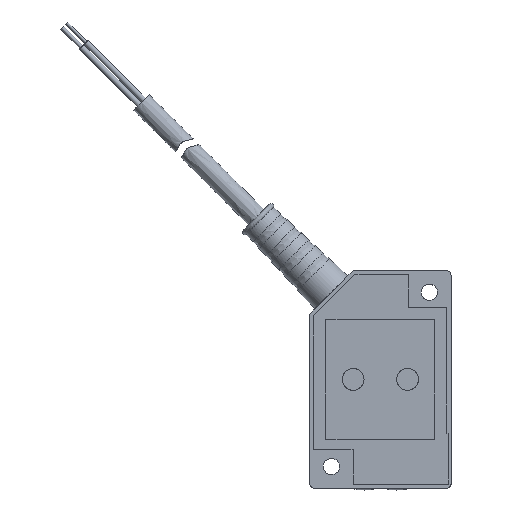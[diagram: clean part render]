
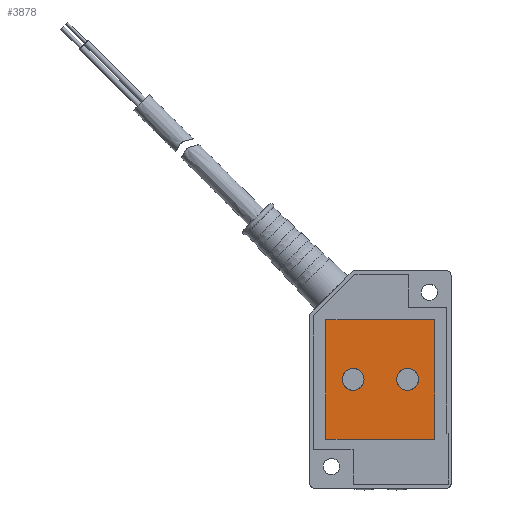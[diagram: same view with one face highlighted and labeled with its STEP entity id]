
A CAD part, top view. The second image highlights one B-rep face of the part: STEP entity #3878.
In plain terms, the highlighted free-form (B-spline) face has degree [1, 1] with [2, 2] control points.
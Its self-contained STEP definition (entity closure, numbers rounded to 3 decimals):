
#3779=CARTESIAN_POINT('',(7.,20.,5.95));
#3780=VERTEX_POINT('',#3779);
#3786=CARTESIAN_POINT('',(7.,20.,5.95));
#3787=CARTESIAN_POINT('',(7.,16.536,5.95));
#3788=CARTESIAN_POINT('',(4.,18.268,5.95));
#3789=CARTESIAN_POINT('',(1.,20.,5.95));
#3790=CARTESIAN_POINT('',(4.,21.732,5.95));
#3791=CARTESIAN_POINT('',(7.,23.464,5.95));
#3792=CARTESIAN_POINT('',(7.,20.,5.95));
#3793=(BOUNDED_CURVE()B_SPLINE_CURVE(2,(#3786,#3787,#3788,#3789,#3790,#3791,#3792),.CIRCULAR_ARC.,.T.,.U.)B_SPLINE_CURVE_WITH_KNOTS((3,2,2,3),(0.,0.333,0.667,1.),.UNSPECIFIED.)CURVE()GEOMETRIC_REPRESENTATION_ITEM()RATIONAL_B_SPLINE_CURVE((1.,0.5,1.,0.5,1.,0.5,1.))REPRESENTATION_ITEM(''));
#3794=EDGE_CURVE('',#3780,#3780,#3793,.T.);
#3816=CARTESIAN_POINT('',(-3.,20.,5.95));
#3817=VERTEX_POINT('',#3816);
#3823=CARTESIAN_POINT('',(-3.,20.,5.95));
#3824=CARTESIAN_POINT('',(-3.,16.536,5.95));
#3825=CARTESIAN_POINT('',(-6.,18.268,5.95));
#3826=CARTESIAN_POINT('',(-9.,20.,5.95));
#3827=CARTESIAN_POINT('',(-6.,21.732,5.95));
#3828=CARTESIAN_POINT('',(-3.,23.464,5.95));
#3829=CARTESIAN_POINT('',(-3.,20.,5.95));
#3830=(BOUNDED_CURVE()B_SPLINE_CURVE(2,(#3823,#3824,#3825,#3826,#3827,#3828,#3829),.CIRCULAR_ARC.,.T.,.U.)B_SPLINE_CURVE_WITH_KNOTS((3,2,2,3),(0.,0.333,0.667,1.),.UNSPECIFIED.)CURVE()GEOMETRIC_REPRESENTATION_ITEM()RATIONAL_B_SPLINE_CURVE((1.,0.5,1.,0.5,1.,0.5,1.))REPRESENTATION_ITEM(''));
#3831=EDGE_CURVE('',#3817,#3817,#3830,.T.);
#3837=CARTESIAN_POINT('',(-11.1,32.1,5.95));
#3838=CARTESIAN_POINT('',(-11.1,7.9,5.95));
#3839=CARTESIAN_POINT('',(13.1,32.1,5.95));
#3840=CARTESIAN_POINT('',(13.1,7.9,5.95));
#3841=B_SPLINE_SURFACE_WITH_KNOTS('',1,1,((#3837,#3838),(#3839,#3840)),.PLANE_SURF.,.F.,.F.,.U.,(2,2),(2,2),(0.,1.),(0.,1.),.UNSPECIFIED.);
#3842=CARTESIAN_POINT('',(-10.,31.,5.95));
#3843=VERTEX_POINT('',#3842);
#3844=CARTESIAN_POINT('',(10.,31.,5.95));
#3845=VERTEX_POINT('',#3844);
#3846=CARTESIAN_POINT('',(-10.,31.,5.95));
#3847=CARTESIAN_POINT('',(10.,31.,5.95));
#3848=B_SPLINE_CURVE_WITH_KNOTS('',1,(#3846,#3847),.POLYLINE_FORM.,.F.,.U.,(2,2),(0.,1.),.UNSPECIFIED.);
#3849=EDGE_CURVE('',#3843,#3845,#3848,.T.);
#3850=ORIENTED_EDGE('',*,*,#3849,.T.);
#3851=CARTESIAN_POINT('',(10.,9.,5.95));
#3852=VERTEX_POINT('',#3851);
#3853=CARTESIAN_POINT('',(10.,31.,5.95));
#3854=CARTESIAN_POINT('',(10.,9.,5.95));
#3855=B_SPLINE_CURVE_WITH_KNOTS('',1,(#3853,#3854),.POLYLINE_FORM.,.F.,.U.,(2,2),(0.,1.),.UNSPECIFIED.);
#3856=EDGE_CURVE('',#3845,#3852,#3855,.T.);
#3857=ORIENTED_EDGE('',*,*,#3856,.T.);
#3858=CARTESIAN_POINT('',(-10.,9.,5.95));
#3859=VERTEX_POINT('',#3858);
#3860=CARTESIAN_POINT('',(10.,9.,5.95));
#3861=CARTESIAN_POINT('',(-10.,9.,5.95));
#3862=B_SPLINE_CURVE_WITH_KNOTS('',1,(#3860,#3861),.POLYLINE_FORM.,.F.,.U.,(2,2),(0.,1.),.UNSPECIFIED.);
#3863=EDGE_CURVE('',#3852,#3859,#3862,.T.);
#3864=ORIENTED_EDGE('',*,*,#3863,.T.);
#3865=CARTESIAN_POINT('',(-10.,9.,5.95));
#3866=CARTESIAN_POINT('',(-10.,31.,5.95));
#3867=B_SPLINE_CURVE_WITH_KNOTS('',1,(#3865,#3866),.POLYLINE_FORM.,.F.,.U.,(2,2),(0.,1.),.UNSPECIFIED.);
#3868=EDGE_CURVE('',#3859,#3843,#3867,.T.);
#3869=ORIENTED_EDGE('',*,*,#3868,.T.);
#3870=EDGE_LOOP('',(#3850,#3857,#3864,#3869));
#3871=FACE_OUTER_BOUND('',#3870,.F.);
#3872=ORIENTED_EDGE('',*,*,#3794,.F.);
#3873=EDGE_LOOP('',(#3872));
#3874=FACE_BOUND('',#3873,.F.);
#3875=ORIENTED_EDGE('',*,*,#3831,.F.);
#3876=EDGE_LOOP('',(#3875));
#3877=FACE_BOUND('',#3876,.F.);
#3878=ADVANCED_FACE('',(#3871,#3874,#3877),#3841,.F.);
